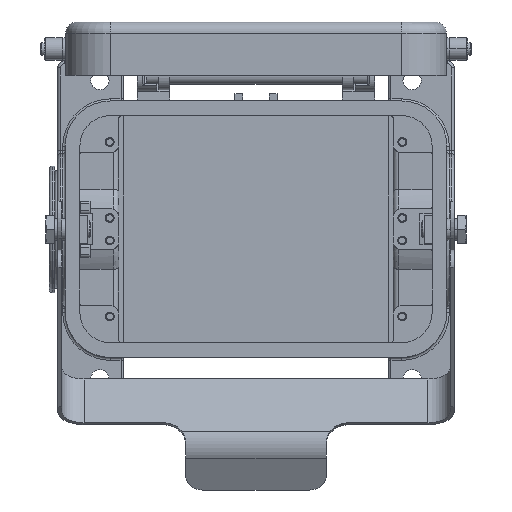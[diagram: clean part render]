
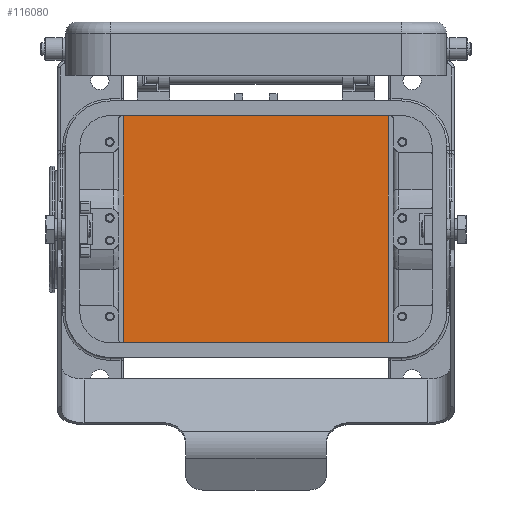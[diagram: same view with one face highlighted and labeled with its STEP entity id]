
A CAD part, top view. The second image highlights one B-rep face of the part: STEP entity #116080.
In plain terms, the highlighted planar face has unit normal (0, 0, 1).
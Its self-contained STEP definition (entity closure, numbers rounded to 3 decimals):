
#115690=CARTESIAN_POINT('',(0.,0.,-54.3));
#115700=DIRECTION('',(0.,0.,1.));
#115710=DIRECTION('',(1.,0.,0.));
#115720=AXIS2_PLACEMENT_3D('',#115690,#115700,#115710);
#115730=PLANE('',#115720);
#115740=CARTESIAN_POINT('',(-47.,40.5,-54.3));
#115750=DIRECTION('',(1.,0.,0.));
#115760=VECTOR('',#115750,94.);
#115770=LINE('',#115740,#115760);
#115780=CARTESIAN_POINT('',(-47.,40.5,-54.3));
#115790=VERTEX_POINT('',#115780);
#115800=CARTESIAN_POINT('',(47.,40.5,-54.3));
#115810=VERTEX_POINT('',#115800);
#115820=EDGE_CURVE('',#115790,#115810,#115770,.T.);
#115830=ORIENTED_EDGE('',*,*,#115820,.F.);
#115840=CARTESIAN_POINT('',(47.,-40.5,-54.3));
#115850=DIRECTION('',(0.,1.,0.));
#115860=VECTOR('',#115850,81.);
#115870=LINE('',#115840,#115860);
#115880=CARTESIAN_POINT('',(47.,-40.5,-54.3));
#115890=VERTEX_POINT('',#115880);
#115900=EDGE_CURVE('',#115890,#115810,#115870,.T.);
#115910=ORIENTED_EDGE('',*,*,#115900,.T.);
#115920=CARTESIAN_POINT('',(47.,-40.5,-54.3));
#115930=DIRECTION('',(-1.,0.,0.));
#115940=VECTOR('',#115930,94.);
#115950=LINE('',#115920,#115940);
#115960=CARTESIAN_POINT('',(-47.,-40.5,-54.3));
#115970=VERTEX_POINT('',#115960);
#115980=EDGE_CURVE('',#115890,#115970,#115950,.T.);
#115990=ORIENTED_EDGE('',*,*,#115980,.F.);
#116000=CARTESIAN_POINT('',(-47.,40.5,-54.3));
#116010=DIRECTION('',(0.,-1.,0.));
#116020=VECTOR('',#116010,81.);
#116030=LINE('',#116000,#116020);
#116040=EDGE_CURVE('',#115790,#115970,#116030,.T.);
#116050=ORIENTED_EDGE('',*,*,#116040,.T.);
#116060=EDGE_LOOP('',(#116050,#115990,#115910,#115830));
#116070=FACE_OUTER_BOUND('',#116060,.T.);
#116080=ADVANCED_FACE('',(#116070),#115730,.T.);
